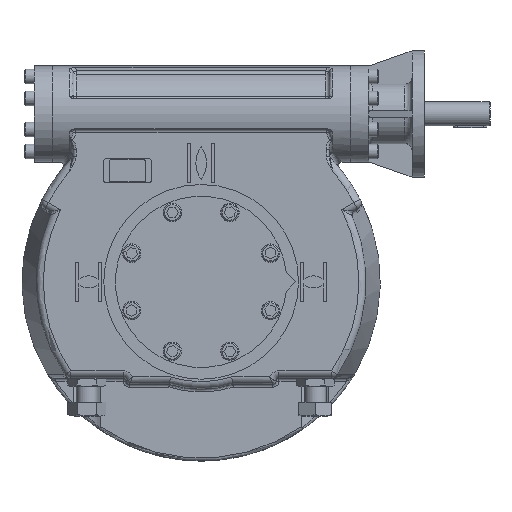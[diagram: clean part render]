
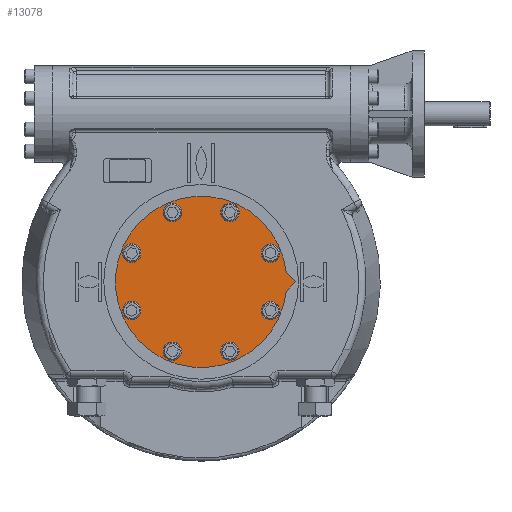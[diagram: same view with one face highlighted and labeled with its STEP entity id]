
A CAD part, top view. The second image highlights one B-rep face of the part: STEP entity #13078.
In plain terms, the highlighted planar face has unit normal (0, 0, 1).
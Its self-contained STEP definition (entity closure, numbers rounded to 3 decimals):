
#1083=LINE('',#34504,#1945);
#1086=LINE('',#34510,#1948);
#1945=VECTOR('',#18373,1000.);
#1948=VECTOR('',#18378,1000.);
#2383=PLANE('',#15144);
#2890=CIRCLE('',#15134,142.5);
#2899=CIRCLE('',#15145,10.5);
#2900=CIRCLE('',#15146,10.5);
#2901=CIRCLE('',#15147,10.5);
#2902=CIRCLE('',#15148,10.5);
#2903=CIRCLE('',#15149,10.5);
#2904=CIRCLE('',#15150,10.5);
#2905=CIRCLE('',#15151,10.5);
#2906=CIRCLE('',#15152,10.5);
#6161=ORIENTED_EDGE('',*,*,#8161,.T.);
#6162=ORIENTED_EDGE('',*,*,#8162,.T.);
#6163=ORIENTED_EDGE('',*,*,#8163,.T.);
#6164=ORIENTED_EDGE('',*,*,#8164,.T.);
#6165=ORIENTED_EDGE('',*,*,#8165,.T.);
#6166=ORIENTED_EDGE('',*,*,#8166,.T.);
#6167=ORIENTED_EDGE('',*,*,#8167,.T.);
#6168=ORIENTED_EDGE('',*,*,#8168,.T.);
#6169=ORIENTED_EDGE('',*,*,#8146,.F.);
#6170=ORIENTED_EDGE('',*,*,#8152,.F.);
#6171=ORIENTED_EDGE('',*,*,#8149,.F.);
#8146=EDGE_CURVE('',#9528,#9529,#1083,.T.);
#8149=EDGE_CURVE('',#9529,#9531,#1086,.T.);
#8152=EDGE_CURVE('',#9531,#9528,#2890,.T.);
#8161=EDGE_CURVE('',#9540,#9540,#2899,.T.);
#8162=EDGE_CURVE('',#9541,#9541,#2900,.T.);
#8163=EDGE_CURVE('',#9542,#9542,#2901,.T.);
#8164=EDGE_CURVE('',#9543,#9543,#2902,.T.);
#8165=EDGE_CURVE('',#9544,#9544,#2903,.T.);
#8166=EDGE_CURVE('',#9545,#9545,#2904,.T.);
#8167=EDGE_CURVE('',#9546,#9546,#2905,.T.);
#8168=EDGE_CURVE('',#9547,#9547,#2906,.T.);
#9528=VERTEX_POINT('',#34503);
#9529=VERTEX_POINT('',#34505);
#9531=VERTEX_POINT('',#34511);
#9540=VERTEX_POINT('',#34535);
#9541=VERTEX_POINT('',#34537);
#9542=VERTEX_POINT('',#34539);
#9543=VERTEX_POINT('',#34541);
#9544=VERTEX_POINT('',#34543);
#9545=VERTEX_POINT('',#34545);
#9546=VERTEX_POINT('',#34547);
#9547=VERTEX_POINT('',#34549);
#11108=EDGE_LOOP('',(#6161));
#11109=EDGE_LOOP('',(#6162));
#11110=EDGE_LOOP('',(#6163));
#11111=EDGE_LOOP('',(#6164));
#11112=EDGE_LOOP('',(#6165));
#11113=EDGE_LOOP('',(#6166));
#11114=EDGE_LOOP('',(#6167));
#11115=EDGE_LOOP('',(#6168));
#11116=EDGE_LOOP('',(#6169,#6170,#6171));
#12150=FACE_BOUND('',#11108,.T.);
#12151=FACE_BOUND('',#11109,.T.);
#12152=FACE_BOUND('',#11110,.T.);
#12153=FACE_BOUND('',#11111,.T.);
#12154=FACE_BOUND('',#11112,.T.);
#12155=FACE_BOUND('',#11113,.T.);
#12156=FACE_BOUND('',#11114,.T.);
#12157=FACE_BOUND('',#11115,.T.);
#12158=FACE_BOUND('',#11116,.T.);
#13078=ADVANCED_FACE('',(#12150,#12151,#12152,#12153,#12154,#12155,#12156,
#12157,#12158),#2383,.F.);
#15134=AXIS2_PLACEMENT_3D('',#34515,#18384,#18385);
#15144=AXIS2_PLACEMENT_3D('',#34533,#18404,#18405);
#15145=AXIS2_PLACEMENT_3D('',#34534,#18406,#18407);
#15146=AXIS2_PLACEMENT_3D('',#34536,#18408,#18409);
#15147=AXIS2_PLACEMENT_3D('',#34538,#18410,#18411);
#15148=AXIS2_PLACEMENT_3D('',#34540,#18412,#18413);
#15149=AXIS2_PLACEMENT_3D('',#34542,#18414,#18415);
#15150=AXIS2_PLACEMENT_3D('',#34544,#18416,#18417);
#15151=AXIS2_PLACEMENT_3D('',#34546,#18418,#18419);
#15152=AXIS2_PLACEMENT_3D('',#34548,#18420,#18421);
#18373=DIRECTION('',(0.707,-0.707,0.));
#18378=DIRECTION('',(-0.707,-0.707,0.));
#18384=DIRECTION('',(0.,0.,-1.));
#18385=DIRECTION('',(1.,0.,0.));
#18404=DIRECTION('',(0.,0.,-1.));
#18405=DIRECTION('',(1.,0.,0.));
#18406=DIRECTION('',(0.,0.,-1.));
#18407=DIRECTION('',(0.707,0.707,0.));
#18408=DIRECTION('',(0.,0.,-1.));
#18409=DIRECTION('',(0.,1.,0.));
#18410=DIRECTION('',(0.,0.,-1.));
#18411=DIRECTION('',(-0.707,0.707,0.));
#18412=DIRECTION('',(0.,0.,-1.));
#18413=DIRECTION('',(-1.,0.,0.));
#18414=DIRECTION('',(0.,0.,-1.));
#18415=DIRECTION('',(-0.707,-0.707,0.));
#18416=DIRECTION('',(0.,0.,-1.));
#18417=DIRECTION('',(0.,-1.,0.));
#18418=DIRECTION('',(0.,0.,-1.));
#18419=DIRECTION('',(0.707,-0.707,0.));
#18420=DIRECTION('',(0.,0.,-1.));
#18421=DIRECTION('',(1.,0.,0.));
#34503=CARTESIAN_POINT('',(141.673,15.327,78.));
#34504=CARTESIAN_POINT('',(157.,0.,78.));
#34505=CARTESIAN_POINT('',(157.,0.,78.));
#34510=CARTESIAN_POINT('',(157.,0.,78.));
#34511=CARTESIAN_POINT('',(141.673,-15.327,78.));
#34515=CARTESIAN_POINT('',(0.,0.,78.));
#34533=CARTESIAN_POINT('',(0.,0.,78.));
#34534=CARTESIAN_POINT('',(47.835,115.485,78.));
#34535=CARTESIAN_POINT('',(55.26,122.91,78.));
#34536=CARTESIAN_POINT('',(-47.835,115.485,78.));
#34537=CARTESIAN_POINT('',(-47.835,125.985,78.));
#34538=CARTESIAN_POINT('',(-115.485,47.835,78.));
#34539=CARTESIAN_POINT('',(-122.91,55.26,78.));
#34540=CARTESIAN_POINT('',(-115.485,-47.835,78.));
#34541=CARTESIAN_POINT('',(-125.985,-47.835,78.));
#34542=CARTESIAN_POINT('',(-47.835,-115.485,78.));
#34543=CARTESIAN_POINT('',(-55.26,-122.91,78.));
#34544=CARTESIAN_POINT('',(47.835,-115.485,78.));
#34545=CARTESIAN_POINT('',(47.835,-125.985,78.));
#34546=CARTESIAN_POINT('',(115.485,-47.835,78.));
#34547=CARTESIAN_POINT('',(122.91,-55.26,78.));
#34548=CARTESIAN_POINT('',(115.485,47.835,78.));
#34549=CARTESIAN_POINT('',(125.985,47.835,78.));
